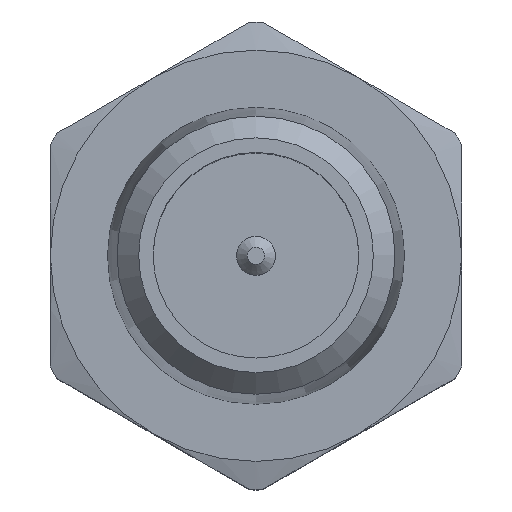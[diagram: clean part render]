
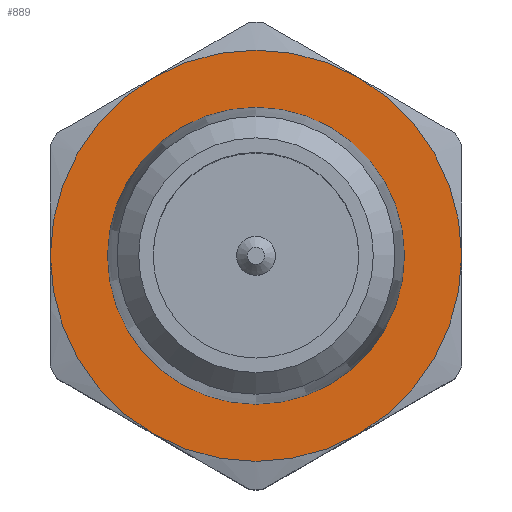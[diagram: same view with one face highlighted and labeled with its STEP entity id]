
A CAD part, top view. The second image highlights one B-rep face of the part: STEP entity #889.
In plain terms, the highlighted planar face has unit normal (0, 0, 1).
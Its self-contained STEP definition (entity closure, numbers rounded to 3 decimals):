
#203=FACE_BOUND('',#294,.T.);
#234=FACE_OUTER_BOUND('',#293,.T.);
#293=EDGE_LOOP('',(#725,#726,#727,#728,#729,#730));
#294=EDGE_LOOP('',(#731));
#372=CIRCLE('',#1012,9.5);
#373=CIRCLE('',#1014,9.5);
#374=CIRCLE('',#1015,9.5);
#375=CIRCLE('',#1016,9.5);
#376=CIRCLE('',#1017,9.5);
#377=CIRCLE('',#1018,9.5);
#378=CIRCLE('',#1019,6.858);
#439=VERTEX_POINT('',#1491);
#440=VERTEX_POINT('',#1495);
#441=VERTEX_POINT('',#1501);
#442=VERTEX_POINT('',#1503);
#443=VERTEX_POINT('',#1505);
#444=VERTEX_POINT('',#1507);
#445=VERTEX_POINT('',#1510);
#540=EDGE_CURVE('',#440,#439,#372,.T.);
#541=EDGE_CURVE('',#441,#440,#373,.T.);
#542=EDGE_CURVE('',#442,#441,#374,.T.);
#543=EDGE_CURVE('',#443,#442,#375,.T.);
#544=EDGE_CURVE('',#444,#443,#376,.T.);
#545=EDGE_CURVE('',#439,#444,#377,.T.);
#546=EDGE_CURVE('',#445,#445,#378,.T.);
#725=ORIENTED_EDGE('',*,*,#541,.F.);
#726=ORIENTED_EDGE('',*,*,#542,.F.);
#727=ORIENTED_EDGE('',*,*,#543,.F.);
#728=ORIENTED_EDGE('',*,*,#544,.F.);
#729=ORIENTED_EDGE('',*,*,#545,.F.);
#730=ORIENTED_EDGE('',*,*,#540,.F.);
#731=ORIENTED_EDGE('',*,*,#546,.T.);
#852=PLANE('',#1013);
#889=ADVANCED_FACE('',(#234,#203),#852,.T.);
#1012=AXIS2_PLACEMENT_3D('',#1499,#1238,#1239);
#1013=AXIS2_PLACEMENT_3D('',#1500,#1240,#1241);
#1014=AXIS2_PLACEMENT_3D('',#1502,#1242,#1243);
#1015=AXIS2_PLACEMENT_3D('',#1504,#1244,#1245);
#1016=AXIS2_PLACEMENT_3D('',#1506,#1246,#1247);
#1017=AXIS2_PLACEMENT_3D('',#1508,#1248,#1249);
#1018=AXIS2_PLACEMENT_3D('',#1509,#1250,#1251);
#1019=AXIS2_PLACEMENT_3D('',#1511,#1252,#1253);
#1238=DIRECTION('center_axis',(0.,0.,
-1.));
#1239=DIRECTION('ref_axis',(1.,0.,0.));
#1240=DIRECTION('center_axis',(0.,0.,
1.));
#1241=DIRECTION('ref_axis',(-1.,0.,0.));
#1242=DIRECTION('center_axis',(0.,0.,
-1.));
#1243=DIRECTION('ref_axis',(1.,0.,0.));
#1244=DIRECTION('center_axis',(0.,0.,
-1.));
#1245=DIRECTION('ref_axis',(1.,0.,0.));
#1246=DIRECTION('center_axis',(0.,0.,
-1.));
#1247=DIRECTION('ref_axis',(1.,0.,0.));
#1248=DIRECTION('center_axis',(0.,0.,
-1.));
#1249=DIRECTION('ref_axis',(1.,0.,0.));
#1250=DIRECTION('center_axis',(0.,0.,
-1.));
#1251=DIRECTION('ref_axis',(1.,0.,0.));
#1252=DIRECTION('center_axis',(0.,0.,
-1.));
#1253=DIRECTION('ref_axis',(1.,0.,0.));
#1491=CARTESIAN_POINT('',(-9.5,0.,10.));
#1495=CARTESIAN_POINT('',(-4.75,-8.227,10.));
#1499=CARTESIAN_POINT('Origin',(0.,0.,
10.));
#1500=CARTESIAN_POINT('Origin',(0.,-9.5,10.));
#1501=CARTESIAN_POINT('',(4.75,-8.227,10.));
#1502=CARTESIAN_POINT('Origin',(0.,0.,
10.));
#1503=CARTESIAN_POINT('',(9.5,0.,10.));
#1504=CARTESIAN_POINT('Origin',(0.,0.,
10.));
#1505=CARTESIAN_POINT('',(4.75,8.227,10.));
#1506=CARTESIAN_POINT('Origin',(0.,0.,
10.));
#1507=CARTESIAN_POINT('',(-4.75,8.227,10.));
#1508=CARTESIAN_POINT('Origin',(0.,0.,
10.));
#1509=CARTESIAN_POINT('Origin',(0.,0.,
10.));
#1510=CARTESIAN_POINT('',(0.,6.858,10.));
#1511=CARTESIAN_POINT('Origin',(0.,0.,
10.));
